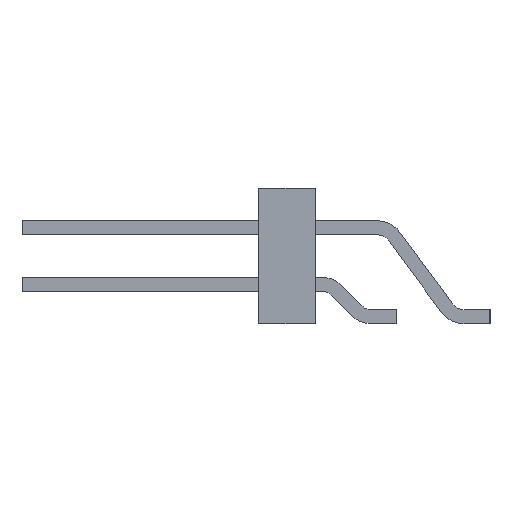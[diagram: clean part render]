
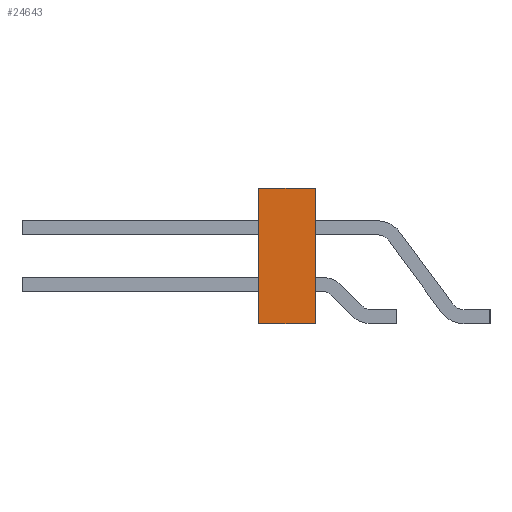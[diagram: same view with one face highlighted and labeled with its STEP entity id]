
A CAD part, left-side view. The second image highlights one B-rep face of the part: STEP entity #24643.
In plain terms, the highlighted face is planar.
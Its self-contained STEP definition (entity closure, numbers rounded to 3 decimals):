
#2938 = VERTEX_POINT('',#2939);
#2939 = CARTESIAN_POINT('',(24.13,3.048,1.27));
#2945 = EDGE_CURVE('',#2938,#2946,#2948,.T.);
#2946 = VERTEX_POINT('',#2947);
#2947 = CARTESIAN_POINT('',(24.13,3.048,-1.27));
#2948 = LINE('',#2949,#2950);
#2949 = CARTESIAN_POINT('',(24.13,3.048,1.27));
#2950 = VECTOR('',#2951,1.);
#2951 = DIRECTION('',(0.,0.,-1.));
#10734 = VERTEX_POINT('',#10735);
#10735 = CARTESIAN_POINT('',(24.13,-3.048,-1.27));
#10741 = EDGE_CURVE('',#10742,#10734,#10744,.T.);
#10742 = VERTEX_POINT('',#10743);
#10743 = CARTESIAN_POINT('',(24.13,-3.048,1.27));
#10744 = LINE('',#10745,#10746);
#10745 = CARTESIAN_POINT('',(24.13,-3.048,1.27));
#10746 = VECTOR('',#10747,1.);
#10747 = DIRECTION('',(0.,0.,-1.));
#18797 = EDGE_CURVE('',#10742,#2938,#18798,.T.);
#18798 = LINE('',#18799,#18800);
#18799 = CARTESIAN_POINT('',(24.13,-3.048,1.27));
#18800 = VECTOR('',#18801,1.);
#18801 = DIRECTION('',(0.,1.,0.));
#22036 = EDGE_CURVE('',#10734,#2946,#22037,.T.);
#22037 = LINE('',#22038,#22039);
#22038 = CARTESIAN_POINT('',(24.13,-3.048,-1.27));
#22039 = VECTOR('',#22040,1.);
#22040 = DIRECTION('',(0.,1.,0.));
#24643 = ADVANCED_FACE('',(#24644),#24650,.F.);
#24644 = FACE_BOUND('',#24645,.T.);
#24645 = EDGE_LOOP('',(#24646,#24647,#24648,#24649));
#24646 = ORIENTED_EDGE('',*,*,#22036,.T.);
#24647 = ORIENTED_EDGE('',*,*,#2945,.F.);
#24648 = ORIENTED_EDGE('',*,*,#18797,.F.);
#24649 = ORIENTED_EDGE('',*,*,#10741,.T.);
#24650 = PLANE('',#24651);
#24651 = AXIS2_PLACEMENT_3D('',#24652,#24653,#24654);
#24652 = CARTESIAN_POINT('',(24.13,-3.048,1.27));
#24653 = DIRECTION('',(-1.,0.,0.));
#24654 = DIRECTION('',(0.,0.,1.));
